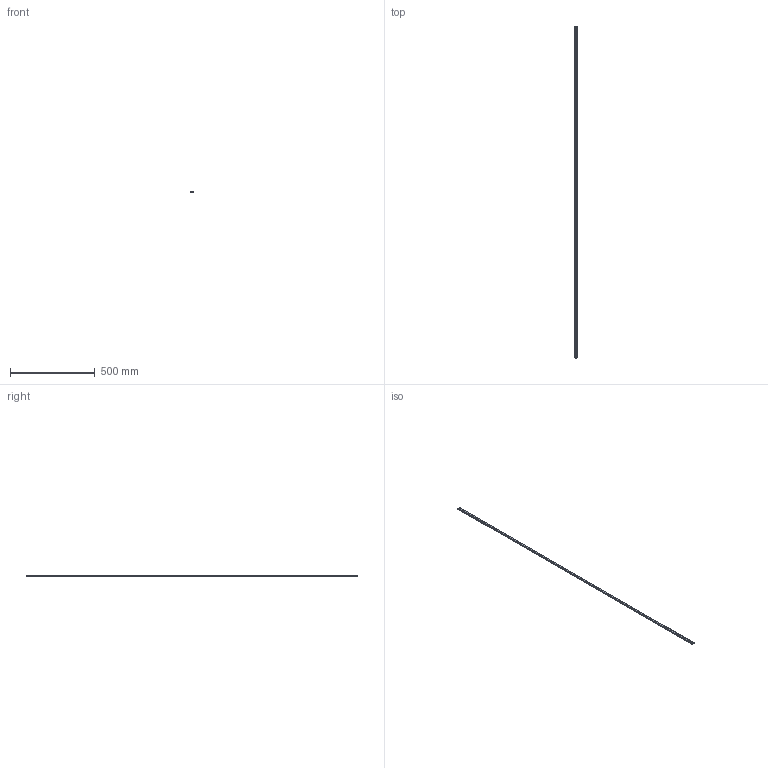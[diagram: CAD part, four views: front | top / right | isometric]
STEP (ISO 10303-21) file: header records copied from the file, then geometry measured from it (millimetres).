
FILE_DESCRIPTION(('STEP AP214'),'1');
FILE_NAME('cctmp_0AD2F14F-29C0-4B56-97C3-F28410A0B68F_2021_02_19_11_32_41_0103..stp','2021-02-19T10:32:41',('HIWIN GmbH'),('CADClick - www.CADClick.com'),'Spatial InterOp 3D',' ','unknown authorization');
FILE_SCHEMA(('AUTOMOTIVE_DESIGN'));
Length unit declared in the file: millimetre
Products named in the file (1): MGNR12R1955CM_FILE
Bounding box: 12 x 1955 x 8 mm (x, y, z)
Volume: 167468.7 mm3; surface area: 97150.9 mm2
Topology: 1 solids, 1 shells, 797 faces, 1671 edges, 1114 vertices
Faces by surface type: cylinder 484, plane 313
Entity records: 28153 total; most frequent: DIRECTION 4235, CARTESIAN_POINT 3583, ORIENTED_EDGE 3342, AXIS2_PLACEMENT_3D 1766, EDGE_CURVE 1671, VERTEX_POINT 1114, EDGE_LOOP 1035, CIRCLE 968
